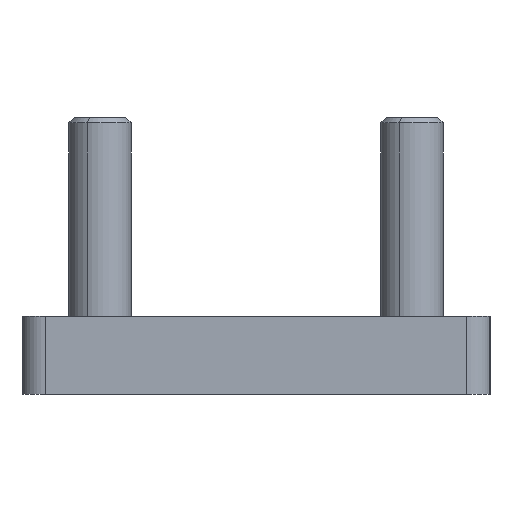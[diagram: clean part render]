
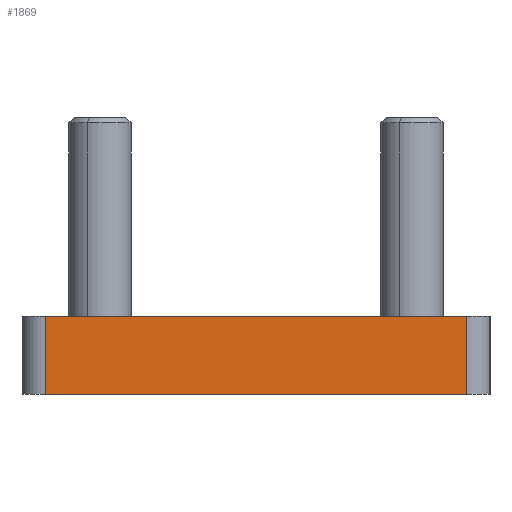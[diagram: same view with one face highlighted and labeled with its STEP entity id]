
A CAD part, left-side view. The second image highlights one B-rep face of the part: STEP entity #1869.
In plain terms, the highlighted planar face has unit normal (-1, 0, 0).
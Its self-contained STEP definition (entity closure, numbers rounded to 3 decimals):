
#213 = DIRECTION ( 'NONE',  ( 0., -1., 0. ) ) ;
#227 = DIRECTION ( 'NONE',  ( 0., -1., 0. ) ) ;
#228 = DIRECTION ( 'NONE',  ( 0., 0., -1. ) ) ;
#338 = VERTEX_POINT ( 'NONE', #662 ) ;
#372 = DIRECTION ( 'NONE',  ( 1., 0., 0. ) ) ;
#403 = EDGE_LOOP ( 'NONE', ( #2625, #1668, #790, #992 ) ) ;
#507 = VERTEX_POINT ( 'NONE', #1473 ) ;
#550 = CARTESIAN_POINT ( 'NONE',  ( -140., -27., 10. ) ) ;
#624 = VECTOR ( 'NONE', #228, 1000. ) ;
#655 = EDGE_CURVE ( 'NONE', #2595, #507, #2508, .T. ) ;
#662 = CARTESIAN_POINT ( 'NONE',  ( -140., 27., 10. ) ) ;
#750 = LINE ( 'NONE', #795, #624 ) ;
#782 = DIRECTION ( 'NONE',  ( 0., 0., -1. ) ) ;
#790 = ORIENTED_EDGE ( 'NONE', *, *, #1479, .T. ) ;
#795 = CARTESIAN_POINT ( 'NONE',  ( -140., 27., 10. ) ) ;
#986 = VERTEX_POINT ( 'NONE', #1743 ) ;
#992 = ORIENTED_EDGE ( 'NONE', *, *, #655, .T. ) ;
#1039 = CARTESIAN_POINT ( 'NONE',  ( -140., -30., 10. ) ) ;
#1109 = FACE_OUTER_BOUND ( 'NONE', #403, .T. ) ;
#1137 = VECTOR ( 'NONE', #213, 1000. ) ;
#1419 = EDGE_CURVE ( 'NONE', #338, #986, #750, .T. ) ;
#1441 = CARTESIAN_POINT ( 'NONE',  ( -140., -30., 0. ) ) ;
#1451 = LINE ( 'NONE', #1039, #1137 ) ;
#1473 = CARTESIAN_POINT ( 'NONE',  ( -140., -27., 10. ) ) ;
#1479 = EDGE_CURVE ( 'NONE', #986, #2595, #2534, .T. ) ;
#1529 = VECTOR ( 'NONE', #1584, 1000. ) ;
#1584 = DIRECTION ( 'NONE',  ( 0., 0., 1. ) ) ;
#1605 = CARTESIAN_POINT ( 'NONE',  ( -140., -30., 10. ) ) ;
#1668 = ORIENTED_EDGE ( 'NONE', *, *, #1419, .T. ) ;
#1669 = CARTESIAN_POINT ( 'NONE',  ( -140., -27., 0. ) ) ;
#1741 = AXIS2_PLACEMENT_3D ( 'NONE', #1605, #372, #782 ) ;
#1743 = CARTESIAN_POINT ( 'NONE',  ( -140., 27., 0. ) ) ;
#1869 = ADVANCED_FACE ( 'NONE', ( #1109 ), #2418, .F. ) ;
#2029 = EDGE_CURVE ( 'NONE', #338, #507, #1451, .T. ) ;
#2418 = PLANE ( 'NONE',  #1741 ) ;
#2499 = VECTOR ( 'NONE', #227, 1000. ) ;
#2508 = LINE ( 'NONE', #550, #1529 ) ;
#2534 = LINE ( 'NONE', #1441, #2499 ) ;
#2595 = VERTEX_POINT ( 'NONE', #1669 ) ;
#2625 = ORIENTED_EDGE ( 'NONE', *, *, #2029, .F. ) ;
